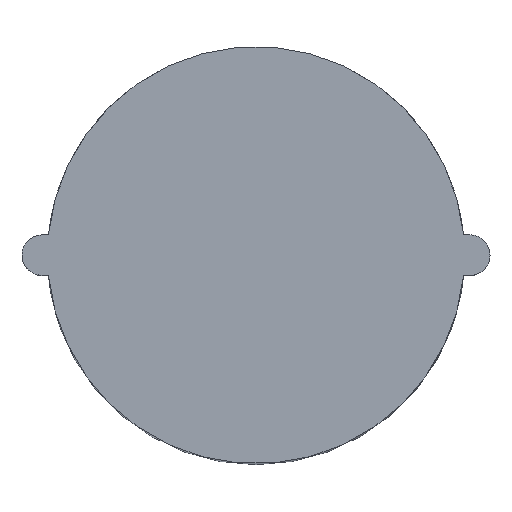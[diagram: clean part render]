
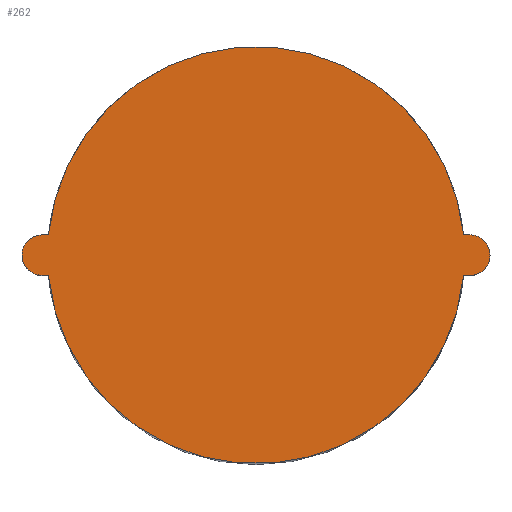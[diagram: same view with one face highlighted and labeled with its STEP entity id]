
A CAD part, top view. The second image highlights one B-rep face of the part: STEP entity #262.
In plain terms, the highlighted planar face has unit normal (0, 0, 1).
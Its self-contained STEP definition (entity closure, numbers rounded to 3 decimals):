
#109=AXIS2_PLACEMENT_3D('Circle Axis2P3D',#107,#108,$) ;
#146=AXIS2_PLACEMENT_3D('Plane Axis2P3D',#143,#144,#145) ;
#202=AXIS2_PLACEMENT_3D('Circle Axis2P3D',#200,#201,$) ;
#40=CARTESIAN_POINT('Vertex',(1.299,9.25,30.)) ;
#45=CARTESIAN_POINT('Line Origine',(1.149,9.25,30.)) ;
#49=CARTESIAN_POINT('Vertex',(1.,9.25,30.)) ;
#104=CARTESIAN_POINT('Vertex',(21.701,9.25,30.)) ;
#107=CARTESIAN_POINT('Axis2P3D Location',(11.5,10.25,30.)) ;
#143=CARTESIAN_POINT('Axis2P3D Location',(11.5,10.25,30.)) ;
#148=CARTESIAN_POINT('Line Origine',(21.851,9.25,30.)) ;
#152=CARTESIAN_POINT('Vertex',(22.,9.25,30.)) ;
#156=CARTESIAN_POINT('Control Point',(22.,9.25,30.)) ;
#157=CARTESIAN_POINT('Control Point',(22.098,9.25,30.)) ;
#158=CARTESIAN_POINT('Control Point',(22.196,9.262,30.)) ;
#159=CARTESIAN_POINT('Control Point',(22.292,9.286,30.)) ;
#160=CARTESIAN_POINT('Control Point',(22.476,9.357,30.)) ;
#161=CARTESIAN_POINT('Control Point',(22.638,9.47,30.)) ;
#162=CARTESIAN_POINT('Control Point',(22.711,9.537,30.)) ;
#163=CARTESIAN_POINT('Control Point',(22.84,9.686,30.)) ;
#164=CARTESIAN_POINT('Control Point',(22.93,9.862,30.)) ;
#165=CARTESIAN_POINT('Control Point',(22.963,9.955,30.)) ;
#166=CARTESIAN_POINT('Control Point',(22.99,10.071,30.)) ;
#167=CARTESIAN_POINT('Control Point',(22.998,10.189,30.)) ;
#168=CARTESIAN_POINT('Control Point',(22.999,10.21,30.)) ;
#169=CARTESIAN_POINT('Control Point',(23.,10.23,30.)) ;
#170=CARTESIAN_POINT('Control Point',(23.,10.25,30.)) ;
#171=CARTESIAN_POINT('Vertex',(23.,10.25,30.)) ;
#175=CARTESIAN_POINT('Control Point',(23.,10.25,30.)) ;
#176=CARTESIAN_POINT('Control Point',(23.,10.348,30.)) ;
#177=CARTESIAN_POINT('Control Point',(22.988,10.446,30.)) ;
#178=CARTESIAN_POINT('Control Point',(22.964,10.542,30.)) ;
#179=CARTESIAN_POINT('Control Point',(22.893,10.726,30.)) ;
#180=CARTESIAN_POINT('Control Point',(22.78,10.888,30.)) ;
#181=CARTESIAN_POINT('Control Point',(22.713,10.961,30.)) ;
#182=CARTESIAN_POINT('Control Point',(22.564,11.09,30.)) ;
#183=CARTESIAN_POINT('Control Point',(22.388,11.18,30.)) ;
#184=CARTESIAN_POINT('Control Point',(22.295,11.213,30.)) ;
#185=CARTESIAN_POINT('Control Point',(22.179,11.239,30.)) ;
#186=CARTESIAN_POINT('Control Point',(22.061,11.248,30.)) ;
#187=CARTESIAN_POINT('Control Point',(22.04,11.249,30.)) ;
#188=CARTESIAN_POINT('Control Point',(22.02,11.25,30.)) ;
#189=CARTESIAN_POINT('Control Point',(22.,11.25,30.)) ;
#190=CARTESIAN_POINT('Vertex',(22.,11.25,30.)) ;
#193=CARTESIAN_POINT('Line Origine',(21.851,11.25,30.)) ;
#197=CARTESIAN_POINT('Vertex',(21.701,11.25,30.)) ;
#200=CARTESIAN_POINT('Axis2P3D Location',(11.5,10.25,30.)) ;
#204=CARTESIAN_POINT('Vertex',(1.299,11.25,30.)) ;
#207=CARTESIAN_POINT('Line Origine',(1.149,11.25,30.)) ;
#211=CARTESIAN_POINT('Vertex',(1.,11.25,30.)) ;
#215=CARTESIAN_POINT('Control Point',(1.,11.25,30.)) ;
#216=CARTESIAN_POINT('Control Point',(0.902,11.25,30.)) ;
#217=CARTESIAN_POINT('Control Point',(0.804,11.238,30.)) ;
#218=CARTESIAN_POINT('Control Point',(0.708,11.214,30.)) ;
#219=CARTESIAN_POINT('Control Point',(0.524,11.143,30.)) ;
#220=CARTESIAN_POINT('Control Point',(0.362,11.03,30.)) ;
#221=CARTESIAN_POINT('Control Point',(0.289,10.963,30.)) ;
#222=CARTESIAN_POINT('Control Point',(0.16,10.814,30.)) ;
#223=CARTESIAN_POINT('Control Point',(0.07,10.638,30.)) ;
#224=CARTESIAN_POINT('Control Point',(0.037,10.545,30.)) ;
#225=CARTESIAN_POINT('Control Point',(0.01,10.429,30.)) ;
#226=CARTESIAN_POINT('Control Point',(0.002,10.311,30.)) ;
#227=CARTESIAN_POINT('Control Point',(0.001,10.29,30.)) ;
#228=CARTESIAN_POINT('Control Point',(0.,10.27,30.)) ;
#229=CARTESIAN_POINT('Control Point',(0.,10.25,30.)) ;
#230=CARTESIAN_POINT('Vertex',(0.,10.25,30.)) ;
#234=CARTESIAN_POINT('Control Point',(0.,10.25,30.)) ;
#235=CARTESIAN_POINT('Control Point',(0.,10.152,30.)) ;
#236=CARTESIAN_POINT('Control Point',(0.012,10.054,30.)) ;
#237=CARTESIAN_POINT('Control Point',(0.036,9.958,30.)) ;
#238=CARTESIAN_POINT('Control Point',(0.107,9.774,30.)) ;
#239=CARTESIAN_POINT('Control Point',(0.22,9.612,30.)) ;
#240=CARTESIAN_POINT('Control Point',(0.287,9.539,30.)) ;
#241=CARTESIAN_POINT('Control Point',(0.436,9.41,30.)) ;
#242=CARTESIAN_POINT('Control Point',(0.612,9.32,30.)) ;
#243=CARTESIAN_POINT('Control Point',(0.705,9.287,30.)) ;
#244=CARTESIAN_POINT('Control Point',(0.821,9.261,30.)) ;
#245=CARTESIAN_POINT('Control Point',(0.939,9.252,30.)) ;
#246=CARTESIAN_POINT('Control Point',(0.96,9.251,30.)) ;
#247=CARTESIAN_POINT('Control Point',(0.98,9.25,30.)) ;
#248=CARTESIAN_POINT('Control Point',(1.,9.25,30.)) ;
#46=DIRECTION('Vector Direction',(1.,0.,0.)) ;
#108=DIRECTION('Axis2P3D Direction',(0.,0.,1.)) ;
#144=DIRECTION('Axis2P3D Direction',(0.,0.,-1.)) ;
#145=DIRECTION('Axis2P3D XDirection',(1.,0.,0.)) ;
#149=DIRECTION('Vector Direction',(1.,0.,0.)) ;
#194=DIRECTION('Vector Direction',(-1.,0.,0.)) ;
#201=DIRECTION('Axis2P3D Direction',(0.,0.,-1.)) ;
#208=DIRECTION('Vector Direction',(-1.,0.,0.)) ;
#47=VECTOR('Line Direction',#46,1.) ;
#150=VECTOR('Line Direction',#149,1.) ;
#195=VECTOR('Line Direction',#194,1.) ;
#209=VECTOR('Line Direction',#208,1.) ;
#251=ORIENTED_EDGE('',*,*,#111,.F.) ;
#252=ORIENTED_EDGE('',*,*,#154,.T.) ;
#253=ORIENTED_EDGE('',*,*,#173,.T.) ;
#254=ORIENTED_EDGE('',*,*,#192,.T.) ;
#255=ORIENTED_EDGE('',*,*,#199,.T.) ;
#256=ORIENTED_EDGE('',*,*,#206,.F.) ;
#257=ORIENTED_EDGE('',*,*,#213,.T.) ;
#258=ORIENTED_EDGE('',*,*,#232,.T.) ;
#259=ORIENTED_EDGE('',*,*,#249,.T.) ;
#260=ORIENTED_EDGE('',*,*,#51,.T.) ;
#262=ADVANCED_FACE('2652450000_CABTITE BP 21MM PA',(#261),#147,.F.) ;
#155=B_SPLINE_CURVE_WITH_KNOTS('',5,(#156,#157,#158,#159,#160,#161,#162,#163,#164,#165,#166,#167,#168,#169,#170),.UNSPECIFIED.,.F.,.U.,(6,3,3,3,6),(0.,0.694,1.389,2.083,2.227),.UNSPECIFIED.) ;
#174=B_SPLINE_CURVE_WITH_KNOTS('',5,(#175,#176,#177,#178,#179,#180,#181,#182,#183,#184,#185,#186,#187,#188,#189),.UNSPECIFIED.,.F.,.U.,(6,3,3,3,6),(0.,0.694,1.388,2.082,2.225),.UNSPECIFIED.) ;
#214=B_SPLINE_CURVE_WITH_KNOTS('',5,(#215,#216,#217,#218,#219,#220,#221,#222,#223,#224,#225,#226,#227,#228,#229),.UNSPECIFIED.,.F.,.U.,(6,3,3,3,6),(0.,0.694,1.389,2.083,2.227),.UNSPECIFIED.) ;
#233=B_SPLINE_CURVE_WITH_KNOTS('',5,(#234,#235,#236,#237,#238,#239,#240,#241,#242,#243,#244,#245,#246,#247,#248),.UNSPECIFIED.,.F.,.U.,(6,3,3,3,6),(0.,0.694,1.388,2.082,2.225),.UNSPECIFIED.) ;
#110=CIRCLE('generated circle',#109,10.25) ;
#203=CIRCLE('generated circle',#202,10.25) ;
#51=EDGE_CURVE('',#50,#41,#48,.T.) ;
#111=EDGE_CURVE('',#105,#41,#110,.F.) ;
#154=EDGE_CURVE('',#105,#153,#151,.T.) ;
#173=EDGE_CURVE('',#153,#172,#155,.T.) ;
#192=EDGE_CURVE('',#172,#191,#174,.T.) ;
#199=EDGE_CURVE('',#191,#198,#196,.T.) ;
#206=EDGE_CURVE('',#205,#198,#203,.T.) ;
#213=EDGE_CURVE('',#205,#212,#210,.T.) ;
#232=EDGE_CURVE('',#212,#231,#214,.T.) ;
#249=EDGE_CURVE('',#231,#50,#233,.T.) ;
#250=EDGE_LOOP('',(#251,#252,#253,#254,#255,#256,#257,#258,#259,#260)) ;
#261=FACE_OUTER_BOUND('',#250,.T.) ;
#48=LINE('Line',#45,#47) ;
#151=LINE('Line',#148,#150) ;
#196=LINE('Line',#193,#195) ;
#210=LINE('Line',#207,#209) ;
#147=PLANE('',#146) ;
#41=VERTEX_POINT('',#40) ;
#50=VERTEX_POINT('',#49) ;
#105=VERTEX_POINT('',#104) ;
#153=VERTEX_POINT('',#152) ;
#172=VERTEX_POINT('',#171) ;
#191=VERTEX_POINT('',#190) ;
#198=VERTEX_POINT('',#197) ;
#205=VERTEX_POINT('',#204) ;
#212=VERTEX_POINT('',#211) ;
#231=VERTEX_POINT('',#230) ;
